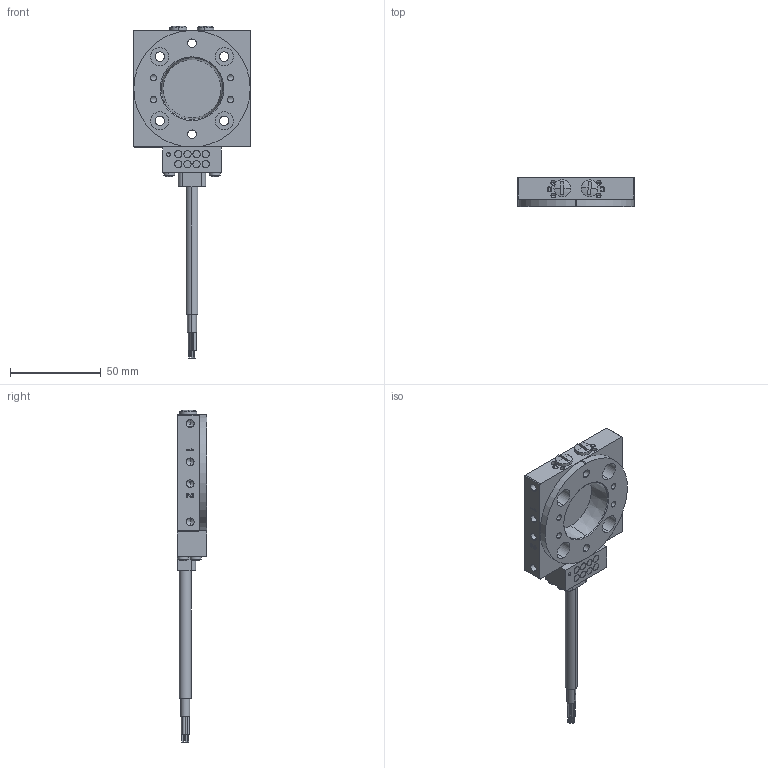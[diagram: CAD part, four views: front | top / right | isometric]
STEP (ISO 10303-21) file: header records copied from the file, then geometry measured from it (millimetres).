
FILE_DESCRIPTION (( 'STEP AP203' ), '1' );
FILE_NAME ('P0104.STEP', '2018-11-28T15:23:46', ( '' ), ( '' ), 'SwSTEP 2.0', 'SolidWorks 2017', '' );
FILE_SCHEMA (( 'CONFIG_CONTROL_DESIGN' ));
Length unit declared in the file: millimetre
Products named in the file (1): P0104
Bounding box: 64 x 16 x 182.48 mm (x, y, z)
Volume: 53447.7 mm3; surface area: 31154.4 mm2
Topology: 28 solids, 28 shells, 1039 faces, 2568 edges, 1631 vertices
Faces by surface type: plane 417, cylinder 336, cone 128, bspline 112, torus 34, sphere 12
Entity records: 36911 total; most frequent: CARTESIAN_POINT 12433, ORIENTED_EDGE 5052, DIRECTION 4992, EDGE_CURVE 2526, AXIS2_PLACEMENT_3D 1842, VERTEX_POINT 1631, LINE 1308, VECTOR 1308
